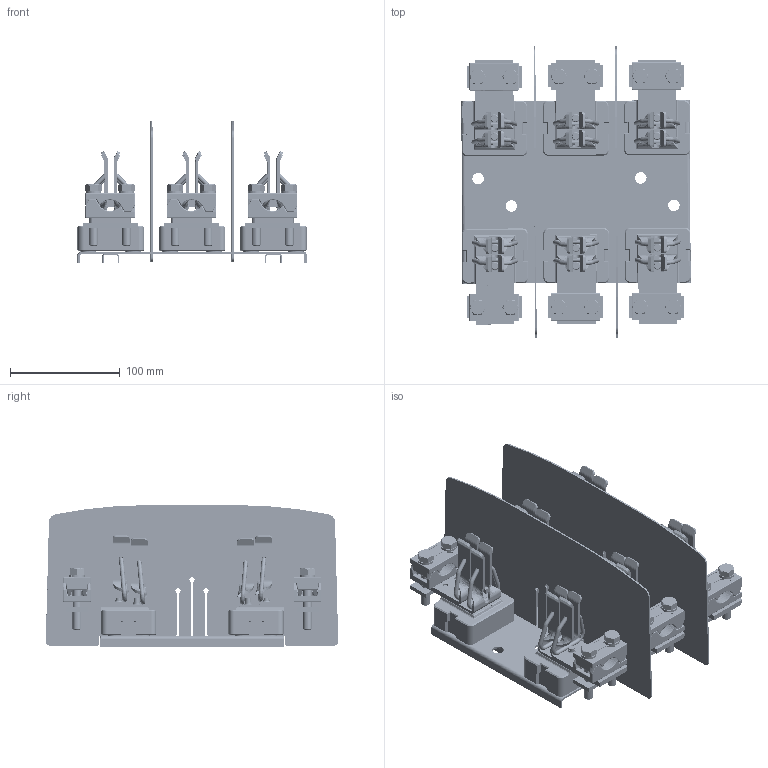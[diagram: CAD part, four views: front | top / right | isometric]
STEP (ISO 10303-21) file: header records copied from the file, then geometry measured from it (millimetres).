
FILE_DESCRIPTION((''),'2;1');
FILE_NAME('123_ASM','2023-10-24T10:24:46',('klemen.sitar'),('Audax d.o.o.'),'CREO PARAMETRIC BY PTC INC, 2021304','CREO PARAMETRIC BY PTC INC, 2021304','');
FILE_SCHEMA(('AP242_MANAGED_MODEL_BASED_3D_ENGINEERING_MIM_LF { 1 0 10303 442 1 1 4 }'));
Products named in the file (42): 0000039231_1_1; BARRIER_1_ASM_1_ASM; 0000032892_AF0_1_1_1_1_1_1_1_2; 0000032892_AF0_1_1_1_2_1_1_1__2; PRT0002_1_1_1_1_1_2; PRT0004; BASE_1_ASM_1_ASM; 0000038658_1_1_1_1_1_1_1_2; 0000038459_1_1_1_1; 0000038462_1_1_1_1; 0000038678_1_1_1_1; 0000032606_1_1_2_3_1_1_1; 66812_FEDERRING_DIN_127_A8_1__7; 68111_SECHSKANTSCHRAUBE_M8X50_3; WLOGO_1_1_1_2; 70199_KLEMMENTEIL_GR3_1_1_1_2; 57401_KLEMMENUNTERTEIL_1_1_1_2; ASM0009_ASM_1_1_AF0_ASM; P3_TOP_AF0_ASM; TOP_1_ASM_1_AF0_ASM; 0000032606_1_1_2_3_1_1; 0000038459_1_1_1; 0000038462_1_1_1; 0000038678_1_1_1; 66812_FEDERRING_DIN_127_A8_1_1_; 68111_SECHSKANTSCHRAUBE_M8X50_2; WLOGO_1_1_1; 70199_KLEMMENTEIL_GR3_1_1_1; 57401_KLEMMENUNTERTEIL_1_1_1; ASM0009_ASM_1_ASM; P3_BOT_ASM; BOT_1_ASM_1_ASM; COMBO_ASM_1_AF0_ASM; ASM0009_ASM_1_1_AF2_ASM; P3_TOP_AF2_ASM; TOP_1_ASM_1_AF2_ASM; COMBO_ASM_1_AF2_ASM; ASM0009_ASM_1_1_AF1_ASM; P3_TOP_AF1_ASM; TOP_1_ASM_1_AF1_ASM ...
Assembly tree (81 placements, depth 6):
  123_ASM
    BARRIER_1_ASM_1_ASM
      0000039231_1_1  x2
    BASE_1_ASM_1_ASM
      0000032892_AF0_1_1_1_1_1_1_1_2
      0000032892_AF0_1_1_1_2_1_1_1__2
      PRT0002_1_1_1_1_1_2
      PRT0004
    COMBO_ASM_1_AF0_ASM
      TOP_1_ASM_1_AF0_ASM
        0000038658_1_1_1_1_1_1_1_2
        0000038459_1_1_1_1
        0000038462_1_1_1_1
        0000038678_1_1_1_1  x2
        0000032606_1_1_2_3_1_1_1  x2
        P3_TOP_AF0_ASM
          66812_FEDERRING_DIN_127_A8_1__7  x2
          68111_SECHSKANTSCHRAUBE_M8X50_3  x2
          WLOGO_1_1_1_2
          ASM0009_ASM_1_1_AF0_ASM
            70199_KLEMMENTEIL_GR3_1_1_1_2
            57401_KLEMMENUNTERTEIL_1_1_1_2
      BOT_1_ASM_1_ASM
        0000038658_1_1_1_1_1_1_1_2
        0000032606_1_1_2_3_1_1  x2
        0000038459_1_1_1
        0000038462_1_1_1
        0000038678_1_1_1  x2
        P3_BOT_ASM
          66812_FEDERRING_DIN_127_A8_1_1_  x2
          68111_SECHSKANTSCHRAUBE_M8X50_2  x2
          WLOGO_1_1_1
          ASM0009_ASM_1_ASM
            70199_KLEMMENTEIL_GR3_1_1_1
            57401_KLEMMENUNTERTEIL_1_1_1
    COMBO_ASM_1_AF2_ASM
      TOP_1_ASM_1_AF2_ASM
        0000038658_1_1_1_1_1_1_1_2
        0000038459_1_1_1_1
        0000038462_1_1_1_1
        0000038678_1_1_1_1  x2
        0000032606_1_1_2_3_1_1_1  x2
        P3_TOP_AF2_ASM
          66812_FEDERRING_DIN_127_A8_1__7  x2
          68111_SECHSKANTSCHRAUBE_M8X50_3  x2
          WLOGO_1_1_1_2
          ASM0009_ASM_1_1_AF2_ASM
            70199_KLEMMENTEIL_GR3_1_1_1_2
            57401_KLEMMENUNTERTEIL_1_1_1_2
      BOT_1_ASM_1_ASM
        0000038658_1_1_1_1_1_1_1_2
        0000032606_1_1_2_3_1_1  x2
        0000038459_1_1_1
        0000038462_1_1_1
        0000038678_1_1_1  x2
        P3_BOT_ASM
          66812_FEDERRING_DIN_127_A8_1_1_  x2
          68111_SECHSKANTSCHRAUBE_M8X50_2  x2
          WLOGO_1_1_1
          ASM0009_ASM_1_ASM
Bounding box: 208.71 x 266.11 x 129 mm (x, y, z)
Volume: 904730 mm3; surface area: 523948.6 mm2
Topology: 92 solids, 146 shells, 6549 faces, 16608 edges, 10006 vertices
Faces by surface type: plane 2659, cylinder 2234, bspline 744, cone 624, torus 228, sphere 60
Entity records: 128410 total; most frequent: CARTESIAN_POINT 58449, ORIENTED_EDGE 10156, DIRECTION 9844, EDGE_CURVE 5094, PRESENTATION_STYLE_ASSIGNMENT 4339, STYLED_ITEM 4339, AXIS2_PLACEMENT_3D 3583, CURVE_STYLE 3440
